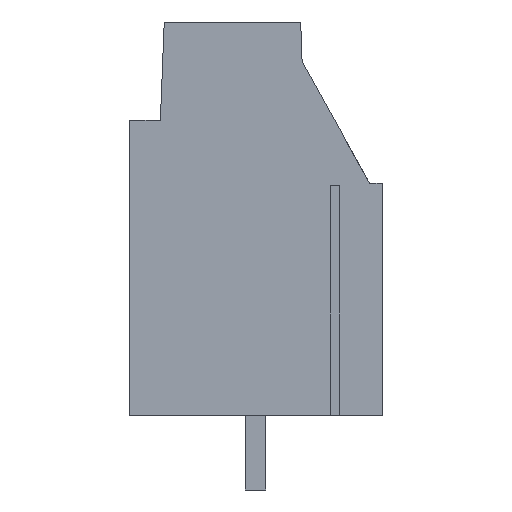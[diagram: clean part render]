
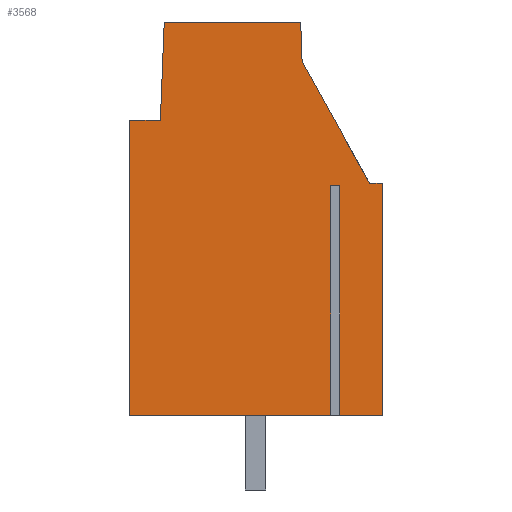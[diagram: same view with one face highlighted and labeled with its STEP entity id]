
A CAD part, left-side view. The second image highlights one B-rep face of the part: STEP entity #3568.
In plain terms, the highlighted planar face has unit normal (-1, 0, 0).
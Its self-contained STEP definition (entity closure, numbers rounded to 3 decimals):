
#3522=AXIS2_PLACEMENT_3D('Plane Axis2P3D',#3519,#3520,#3521) ;
#1767=CARTESIAN_POINT('Vertex',(0.,0.,13.35)) ;
#1770=CARTESIAN_POINT('Line Origine',(0.,0.,8.3)) ;
#1774=CARTESIAN_POINT('Vertex',(0.,0.,3.25)) ;
#1811=CARTESIAN_POINT('Vertex',(0.,3.494,18.649)) ;
#1814=CARTESIAN_POINT('Line Origine',(0.,2.025,16.)) ;
#1818=CARTESIAN_POINT('Vertex',(0.,0.555,13.35)) ;
#1904=CARTESIAN_POINT('Vertex',(0.,3.554,20.37)) ;
#1907=CARTESIAN_POINT('Line Origine',(0.,3.524,19.51)) ;
#1929=CARTESIAN_POINT('Vertex',(0.,9.495,20.37)) ;
#1932=CARTESIAN_POINT('Line Origine',(0.,6.525,20.37)) ;
#2015=CARTESIAN_POINT('Vertex',(0.,9.663,16.1)) ;
#2018=CARTESIAN_POINT('Line Origine',(0.,9.579,18.235)) ;
#2046=CARTESIAN_POINT('Vertex',(0.,11.,3.25)) ;
#2049=CARTESIAN_POINT('Line Origine',(0.,11.,9.675)) ;
#2053=CARTESIAN_POINT('Vertex',(0.,11.,16.1)) ;
#2135=CARTESIAN_POINT('Line Origine',(0.,0.925,3.25)) ;
#2139=CARTESIAN_POINT('Vertex',(0.,1.85,3.25)) ;
#2188=CARTESIAN_POINT('Vertex',(0.,2.25,3.25)) ;
#2191=CARTESIAN_POINT('Line Origine',(0.,6.625,3.25)) ;
#3519=CARTESIAN_POINT('Axis2P3D Location',(0.,15.468,1.8)) ;
#3524=CARTESIAN_POINT('Line Origine',(0.,5.5,13.35)) ;
#3529=CARTESIAN_POINT('Line Origine',(0.,5.5,16.1)) ;
#3534=CARTESIAN_POINT('Line Origine',(0.,2.25,11.81)) ;
#3538=CARTESIAN_POINT('Vertex',(0.,2.25,13.25)) ;
#3541=CARTESIAN_POINT('Line Origine',(0.,5.5,13.25)) ;
#3545=CARTESIAN_POINT('Vertex',(0.,1.85,13.25)) ;
#3548=CARTESIAN_POINT('Line Origine',(0.,1.85,11.81)) ;
#1771=DIRECTION('Vector Direction',(0.,0.,-1.)) ;
#1815=DIRECTION('Vector Direction',(0.,0.485,0.875)) ;
#1908=DIRECTION('Vector Direction',(0.,-0.035,-0.999)) ;
#1933=DIRECTION('Vector Direction',(0.,-1.,0.)) ;
#2019=DIRECTION('Vector Direction',(0.,0.039,-0.999)) ;
#2050=DIRECTION('Vector Direction',(0.,0.,1.)) ;
#2136=DIRECTION('Vector Direction',(0.,-1.,0.)) ;
#2192=DIRECTION('Vector Direction',(0.,-1.,0.)) ;
#3520=DIRECTION('Axis2P3D Direction',(-1.,0.,0.)) ;
#3521=DIRECTION('Axis2P3D XDirection',(0.,-1.,0.)) ;
#3525=DIRECTION('Vector Direction',(0.,-1.,0.)) ;
#3530=DIRECTION('Vector Direction',(0.,-1.,0.)) ;
#3535=DIRECTION('Vector Direction',(0.,0.,1.)) ;
#3542=DIRECTION('Vector Direction',(0.,-1.,0.)) ;
#3549=DIRECTION('Vector Direction',(0.,0.,1.)) ;
#1772=VECTOR('Line Direction',#1771,1.) ;
#1816=VECTOR('Line Direction',#1815,1.) ;
#1909=VECTOR('Line Direction',#1908,1.) ;
#1934=VECTOR('Line Direction',#1933,1.) ;
#2020=VECTOR('Line Direction',#2019,1.) ;
#2051=VECTOR('Line Direction',#2050,1.) ;
#2137=VECTOR('Line Direction',#2136,1.) ;
#2193=VECTOR('Line Direction',#2192,1.) ;
#3526=VECTOR('Line Direction',#3525,1.) ;
#3531=VECTOR('Line Direction',#3530,1.) ;
#3536=VECTOR('Line Direction',#3535,1.) ;
#3543=VECTOR('Line Direction',#3542,1.) ;
#3550=VECTOR('Line Direction',#3549,1.) ;
#3554=ORIENTED_EDGE('',*,*,#2141,.T.) ;
#3555=ORIENTED_EDGE('',*,*,#1776,.F.) ;
#3556=ORIENTED_EDGE('',*,*,#3528,.T.) ;
#3557=ORIENTED_EDGE('',*,*,#1820,.T.) ;
#3558=ORIENTED_EDGE('',*,*,#1911,.F.) ;
#3559=ORIENTED_EDGE('',*,*,#1936,.F.) ;
#3560=ORIENTED_EDGE('',*,*,#2022,.T.) ;
#3561=ORIENTED_EDGE('',*,*,#3533,.F.) ;
#3562=ORIENTED_EDGE('',*,*,#2055,.F.) ;
#3563=ORIENTED_EDGE('',*,*,#2195,.T.) ;
#3564=ORIENTED_EDGE('',*,*,#3540,.T.) ;
#3565=ORIENTED_EDGE('',*,*,#3547,.F.) ;
#3566=ORIENTED_EDGE('',*,*,#3552,.F.) ;
#3568=ADVANCED_FACE('main body 3pol',(#3567),#3523,.T.) ;
#1776=EDGE_CURVE('',#1768,#1775,#1773,.T.) ;
#1820=EDGE_CURVE('',#1819,#1812,#1817,.T.) ;
#1911=EDGE_CURVE('',#1905,#1812,#1910,.T.) ;
#1936=EDGE_CURVE('',#1930,#1905,#1935,.T.) ;
#2022=EDGE_CURVE('',#1930,#2016,#2021,.T.) ;
#2055=EDGE_CURVE('',#2047,#2054,#2052,.T.) ;
#2141=EDGE_CURVE('',#2140,#1775,#2138,.T.) ;
#2195=EDGE_CURVE('',#2047,#2189,#2194,.T.) ;
#3528=EDGE_CURVE('',#1768,#1819,#3527,.F.) ;
#3533=EDGE_CURVE('',#2054,#2016,#3532,.T.) ;
#3540=EDGE_CURVE('',#2189,#3539,#3537,.T.) ;
#3547=EDGE_CURVE('',#3546,#3539,#3544,.F.) ;
#3552=EDGE_CURVE('',#2140,#3546,#3551,.T.) ;
#3553=EDGE_LOOP('',(#3554,#3555,#3556,#3557,#3558,#3559,#3560,#3561,#3562,#3563,#3564,#3565,#3566)) ;
#3567=FACE_OUTER_BOUND('',#3553,.T.) ;
#1773=LINE('Line',#1770,#1772) ;
#1817=LINE('Line',#1814,#1816) ;
#1910=LINE('Line',#1907,#1909) ;
#1935=LINE('Line',#1932,#1934) ;
#2021=LINE('Line',#2018,#2020) ;
#2052=LINE('Line',#2049,#2051) ;
#2138=LINE('Line',#2135,#2137) ;
#2194=LINE('Line',#2191,#2193) ;
#3527=LINE('Line',#3524,#3526) ;
#3532=LINE('Line',#3529,#3531) ;
#3537=LINE('Line',#3534,#3536) ;
#3544=LINE('Line',#3541,#3543) ;
#3551=LINE('Line',#3548,#3550) ;
#3523=PLANE('',#3522) ;
#1768=VERTEX_POINT('',#1767) ;
#1775=VERTEX_POINT('',#1774) ;
#1812=VERTEX_POINT('',#1811) ;
#1819=VERTEX_POINT('',#1818) ;
#1905=VERTEX_POINT('',#1904) ;
#1930=VERTEX_POINT('',#1929) ;
#2016=VERTEX_POINT('',#2015) ;
#2047=VERTEX_POINT('',#2046) ;
#2054=VERTEX_POINT('',#2053) ;
#2140=VERTEX_POINT('',#2139) ;
#2189=VERTEX_POINT('',#2188) ;
#3539=VERTEX_POINT('',#3538) ;
#3546=VERTEX_POINT('',#3545) ;
